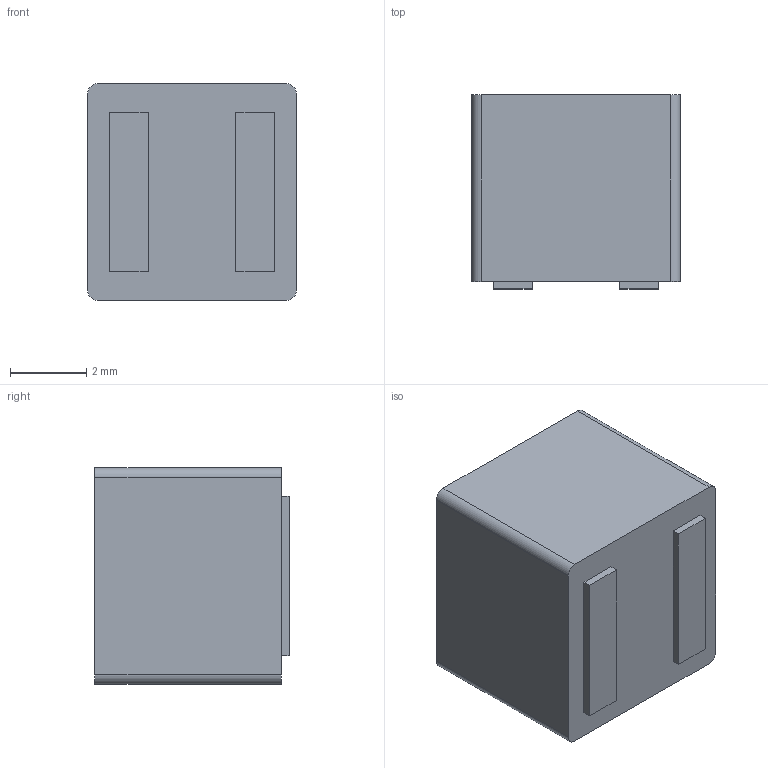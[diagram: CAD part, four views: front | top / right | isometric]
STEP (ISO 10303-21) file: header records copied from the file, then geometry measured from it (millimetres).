
FILE_DESCRIPTION (( 'STEP AP214' ), '1' );
FILE_NAME ('52F5D125-FD13-4A87-AD2E-96DE5D66AB9B.STEP', '2025-04-08T14:32:32', ( '' ), ( '' ), 'SwSTEP 2.0', 'SolidWorks 2022', '' );
FILE_SCHEMA (( 'AUTOMOTIVE_DESIGN' ));
Length unit declared in the file: millimetre
Products named in the file (1): 52F5D125-FD13-4A87-AD2E-96DE5D66AB9B
Bounding box: 5.48 x 5.1 x 5.68 mm (x, y, z)
Surface area: 173.6 mm2 (no closed solid volume)
Topology: 0 solids, 56 shells, 56 faces, 310 edges, 310 vertices
Faces by surface type: plane 36, bspline 16, cylinder 4
Entity records: 4045 total; most frequent: CARTESIAN_POINT 1898, DIRECTION 322, VERTEX_POINT 310, ORIENTED_EDGE 310, EDGE_CURVE 310, LINE 208, VECTOR 208, B_SPLINE_CURVE_WITH_KNOTS 86
